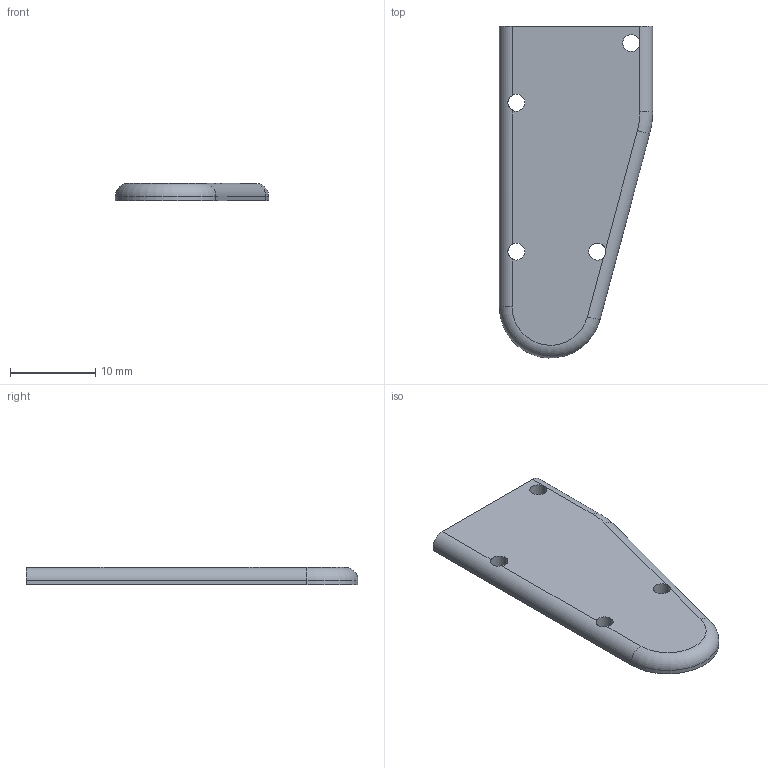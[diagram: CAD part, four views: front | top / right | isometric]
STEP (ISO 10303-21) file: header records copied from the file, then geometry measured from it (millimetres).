
FILE_DESCRIPTION (( 'STEP AP203' ), '1' );
FILE_NAME ('IR cover L.STEP', '2018-06-11T03:00:03', ( '' ), ( '' ), 'SwSTEP 2.0', 'SolidWorks 2016', '' );
FILE_SCHEMA (( 'CONFIG_CONTROL_DESIGN' ));
Length unit declared in the file: millimetre
Products named in the file (1): IR cover L
Bounding box: 18 x 38.99 x 2 mm (x, y, z)
Volume: 1110.2 mm3; surface area: 1351.7 mm2
Topology: 1 solids, 1 shells, 21 faces, 63 edges, 40 vertices
Faces by surface type: cylinder 13, plane 6, torus 2
Entity records: 844 total; most frequent: CARTESIAN_POINT 171, DIRECTION 129, ORIENTED_EDGE 126, EDGE_CURVE 63, AXIS2_PLACEMENT_3D 50, VERTEX_POINT 40, VECTOR 29, LINE 29
